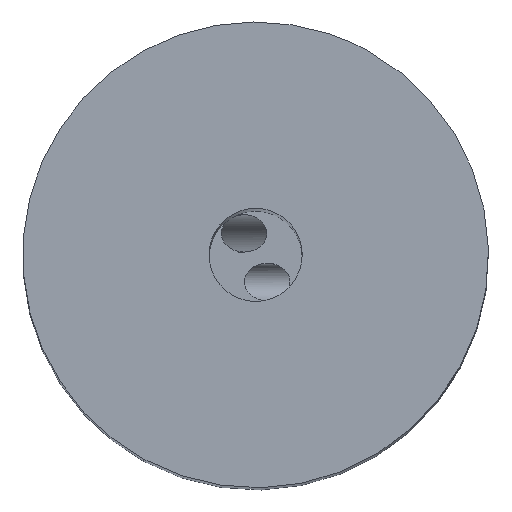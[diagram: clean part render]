
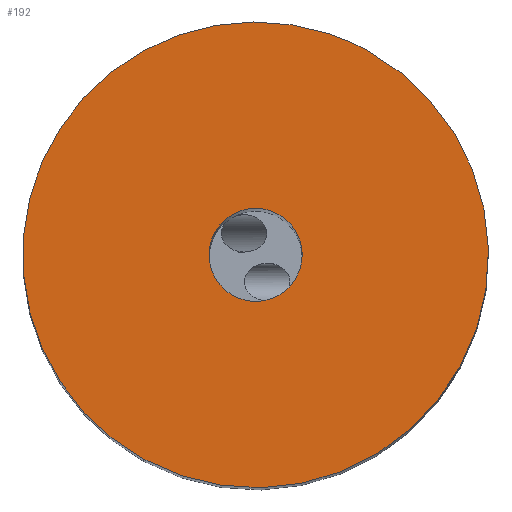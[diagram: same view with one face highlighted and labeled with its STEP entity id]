
A CAD part, top view. The second image highlights one B-rep face of the part: STEP entity #192.
In plain terms, the highlighted planar face has unit normal (0, 0, 1).
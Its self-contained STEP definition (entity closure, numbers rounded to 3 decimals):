
#54=CARTESIAN_POINT('',(-5.993,-10.97,125.));
#55=VERTEX_POINT('',#54);
#62=CARTESIAN_POINT('',(5.993,10.97,125.));
#63=VERTEX_POINT('',#62);
#64=CARTESIAN_POINT('',(-5.993,-10.97,125.));
#65=CARTESIAN_POINT('',(-7.716,-10.028,125.));
#66=CARTESIAN_POINT('',(-9.254,-8.749,125.));
#67=CARTESIAN_POINT('',(-10.519,-7.179,125.));
#68=CARTESIAN_POINT('',(-12.364,-3.628,125.));
#69=CARTESIAN_POINT('',(-12.73,0.357,125.));
#70=CARTESIAN_POINT('',(-12.514,2.362,125.));
#71=CARTESIAN_POINT('',(-11.308,6.178,125.));
#72=CARTESIAN_POINT('',(-8.749,9.254,125.));
#73=CARTESIAN_POINT('',(-7.179,10.519,125.));
#74=CARTESIAN_POINT('',(-3.628,12.364,125.));
#75=CARTESIAN_POINT('',(0.357,12.73,125.));
#76=CARTESIAN_POINT('',(2.362,12.514,125.));
#77=CARTESIAN_POINT('',(4.27,11.911,125.));
#78=CARTESIAN_POINT('',(5.993,10.97,125.));
#79=B_SPLINE_CURVE_WITH_KNOTS('',5,(#64,#65,#66,#67,#68,#69,#70,#71,#72,#73,#74,#75,#76,#77,#78),.UNSPECIFIED.,.F.,.F.,(6,3,3,3,6),(-19.635,-9.817,0.,9.817,19.635),.UNSPECIFIED.);
#80=EDGE_CURVE('',#55,#63,#79,.T.);
#152=CARTESIAN_POINT('',(0.,0.,125.));
#153=DIRECTION('',(-0.,-0.,-1.));
#154=DIRECTION('',(1.,0.,-0.));
#155=AXIS2_PLACEMENT_3D('',#152,#153,#154);
#156=CIRCLE('',#155,12.5);
#157=EDGE_CURVE('',#63,#55,#156,.T.);
#163=CARTESIAN_POINT('',(0.,-12.5,125.));
#164=DIRECTION('',(-0.,0.,-1.));
#165=DIRECTION('',(0.,1.,0.));
#166=AXIS2_PLACEMENT_3D('',#163,#164,#165);
#167=PLANE('',#166);
#168=ORIENTED_EDGE('',*,*,#80,.F.);
#169=ORIENTED_EDGE('',*,*,#157,.F.);
#170=EDGE_LOOP('',(#168,#169));
#171=FACE_BOUND('',#170,.T.);
#172=CARTESIAN_POINT('',(-2.5,0.,125.));
#173=VERTEX_POINT('',#172);
#174=CARTESIAN_POINT('',(2.5,-0.,125.));
#175=VERTEX_POINT('',#174);
#176=CARTESIAN_POINT('',(0.,0.,125.));
#177=DIRECTION('',(0.,0.,1.));
#178=DIRECTION('',(1.,0.,-0.));
#179=AXIS2_PLACEMENT_3D('',#176,#177,#178);
#180=CIRCLE('',#179,2.5);
#181=EDGE_CURVE('',#173,#175,#180,.T.);
#182=ORIENTED_EDGE('',*,*,#181,.F.);
#183=CARTESIAN_POINT('',(0.,0.,125.));
#184=DIRECTION('',(0.,0.,1.));
#185=DIRECTION('',(1.,0.,-0.));
#186=AXIS2_PLACEMENT_3D('',#183,#184,#185);
#187=CIRCLE('',#186,2.5);
#188=EDGE_CURVE('',#175,#173,#187,.T.);
#189=ORIENTED_EDGE('',*,*,#188,.F.);
#190=EDGE_LOOP('',(#182,#189));
#191=FACE_BOUND('',#190,.T.);
#192=ADVANCED_FACE('NOCUT',(#171,#191),#167,.F.);
